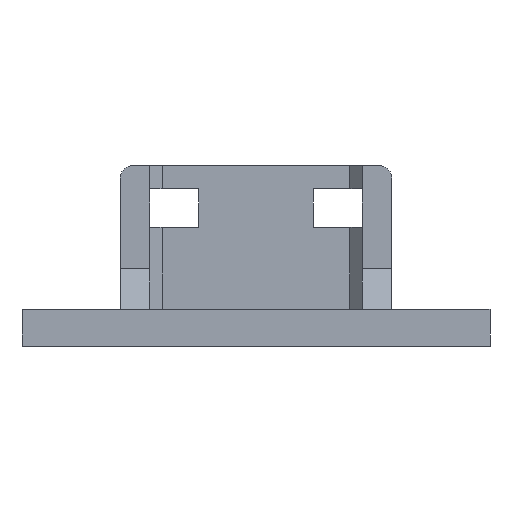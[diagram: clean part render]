
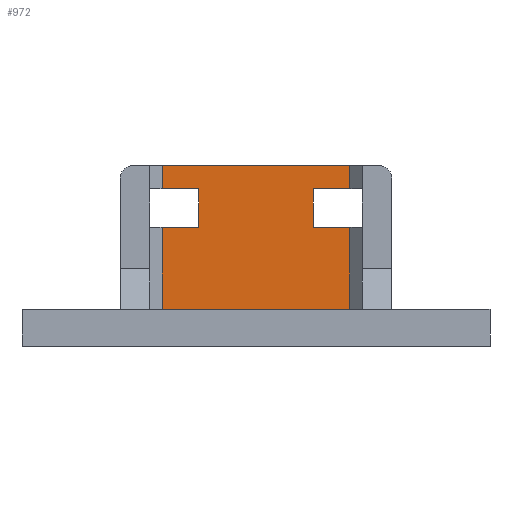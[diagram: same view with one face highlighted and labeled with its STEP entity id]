
A CAD part, front view. The second image highlights one B-rep face of the part: STEP entity #972.
In plain terms, the highlighted planar face has unit normal (0, -1, 0).
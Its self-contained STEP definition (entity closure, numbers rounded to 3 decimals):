
#20 = VERTEX_POINT ( 'NONE', #3586 ) ;
#23 = CARTESIAN_POINT ( 'NONE',  ( -15.3, -18.264, 29.4 ) ) ;
#28 = EDGE_CURVE ( 'NONE', #5141, #2103, #1714, .T. ) ;
#49 = CARTESIAN_POINT ( 'NONE',  ( -15.3, -18.264, 25.65 ) ) ;
#130 = DIRECTION ( 'NONE',  ( 0., 0., -1. ) ) ;
#237 = CARTESIAN_POINT ( 'NONE',  ( -15.3, -18.264, 29.4 ) ) ;
#247 = ORIENTED_EDGE ( 'NONE', *, *, #3687, .F. ) ;
#286 = LINE ( 'NONE', #1680, #676 ) ;
#315 = VECTOR ( 'NONE', #2216, 1000. ) ;
#344 = CARTESIAN_POINT ( 'NONE',  ( 15.3, -18.264, 2. ) ) ;
#352 = DIRECTION ( 'NONE',  ( 0., 0., -1. ) ) ;
#383 = CARTESIAN_POINT ( 'NONE',  ( 9.3, -18.264, 25.65 ) ) ;
#440 = LINE ( 'NONE', #23, #3752 ) ;
#535 = CARTESIAN_POINT ( 'NONE',  ( -15.3, -18.264, 6. ) ) ;
#579 = EDGE_CURVE ( 'NONE', #20, #2496, #4127, .T. ) ;
#616 = PLANE ( 'NONE',  #4499 ) ;
#656 = VERTEX_POINT ( 'NONE', #3718 ) ;
#676 = VECTOR ( 'NONE', #5281, 1000. ) ;
#715 = ORIENTED_EDGE ( 'NONE', *, *, #4500, .F. ) ;
#802 = LINE ( 'NONE', #5676, #4061 ) ;
#972 = ADVANCED_FACE ( 'NONE', ( #1512 ), #616, .F. ) ;
#1104 = VERTEX_POINT ( 'NONE', #3853 ) ;
#1107 = ORIENTED_EDGE ( 'NONE', *, *, #3874, .T. ) ;
#1148 = EDGE_CURVE ( 'NONE', #2704, #1454, #1629, .T. ) ;
#1183 = EDGE_CURVE ( 'NONE', #1104, #5141, #286, .T. ) ;
#1237 = EDGE_CURVE ( 'NONE', #2704, #3185, #440, .T. ) ;
#1354 = EDGE_CURVE ( 'NONE', #656, #1104, #2344, .T. ) ;
#1391 = CARTESIAN_POINT ( 'NONE',  ( -15.3, -18.264, 19.35 ) ) ;
#1402 = VERTEX_POINT ( 'NONE', #3174 ) ;
#1454 = VERTEX_POINT ( 'NONE', #1585 ) ;
#1457 = CARTESIAN_POINT ( 'NONE',  ( -15.3, -18.264, 6. ) ) ;
#1469 = DIRECTION ( 'NONE',  ( -1., 0., 0. ) ) ;
#1483 = CARTESIAN_POINT ( 'NONE',  ( -15.3, -18.264, 2. ) ) ;
#1512 = FACE_OUTER_BOUND ( 'NONE', #5079, .T. ) ;
#1585 = CARTESIAN_POINT ( 'NONE',  ( 15.3, -18.264, 29.4 ) ) ;
#1607 = EDGE_CURVE ( 'NONE', #4302, #20, #1706, .T. ) ;
#1626 = ORIENTED_EDGE ( 'NONE', *, *, #5723, .T. ) ;
#1629 = LINE ( 'NONE', #237, #5710 ) ;
#1680 = CARTESIAN_POINT ( 'NONE',  ( 9.3, -18.264, 6. ) ) ;
#1682 = DIRECTION ( 'NONE',  ( 1., 0., 0. ) ) ;
#1706 = LINE ( 'NONE', #1736, #4323 ) ;
#1714 = LINE ( 'NONE', #4352, #3796 ) ;
#1736 = CARTESIAN_POINT ( 'NONE',  ( -15.3, -18.264, 29.4 ) ) ;
#1875 = CARTESIAN_POINT ( 'NONE',  ( 15.3, -18.264, 29.4 ) ) ;
#1906 = LINE ( 'NONE', #5469, #4440 ) ;
#1907 = VECTOR ( 'NONE', #130, 1000. ) ;
#1944 = ORIENTED_EDGE ( 'NONE', *, *, #1148, .F. ) ;
#2103 = VERTEX_POINT ( 'NONE', #3047 ) ;
#2216 = DIRECTION ( 'NONE',  ( 0., 0., -1. ) ) ;
#2241 = VERTEX_POINT ( 'NONE', #3418 ) ;
#2251 = VECTOR ( 'NONE', #2318, 1000. ) ;
#2318 = DIRECTION ( 'NONE',  ( -1., 0., 0. ) ) ;
#2344 = LINE ( 'NONE', #1391, #2251 ) ;
#2496 = VERTEX_POINT ( 'NONE', #1483 ) ;
#2567 = EDGE_CURVE ( 'NONE', #2496, #2951, #3035, .T. ) ;
#2628 = ORIENTED_EDGE ( 'NONE', *, *, #579, .T. ) ;
#2704 = VERTEX_POINT ( 'NONE', #5282 ) ;
#2747 = ORIENTED_EDGE ( 'NONE', *, *, #5555, .T. ) ;
#2855 = ORIENTED_EDGE ( 'NONE', *, *, #1237, .T. ) ;
#2947 = ORIENTED_EDGE ( 'NONE', *, *, #1607, .T. ) ;
#2951 = VERTEX_POINT ( 'NONE', #344 ) ;
#2971 = LINE ( 'NONE', #4822, #3300 ) ;
#2980 = VERTEX_POINT ( 'NONE', #3026 ) ;
#3026 = CARTESIAN_POINT ( 'NONE',  ( -9.3, -18.264, 25.65 ) ) ;
#3035 = LINE ( 'NONE', #3854, #4589 ) ;
#3047 = CARTESIAN_POINT ( 'NONE',  ( 15.3, -18.264, 25.65 ) ) ;
#3174 = CARTESIAN_POINT ( 'NONE',  ( -9.3, -18.264, 19.35 ) ) ;
#3185 = VERTEX_POINT ( 'NONE', #5407 ) ;
#3188 = VECTOR ( 'NONE', #3248, 1000. ) ;
#3248 = DIRECTION ( 'NONE',  ( 0., 0., -1. ) ) ;
#3300 = VECTOR ( 'NONE', #352, 1000. ) ;
#3352 = DIRECTION ( 'NONE',  ( 1., 0., 0. ) ) ;
#3418 = CARTESIAN_POINT ( 'NONE',  ( 15.3, -18.264, 6. ) ) ;
#3547 = DIRECTION ( 'NONE',  ( 0., 0., -1. ) ) ;
#3586 = CARTESIAN_POINT ( 'NONE',  ( -15.3, -18.264, 6. ) ) ;
#3587 = DIRECTION ( 'NONE',  ( 0., 0., -1. ) ) ;
#3600 = VECTOR ( 'NONE', #4544, 1000. ) ;
#3680 = DIRECTION ( 'NONE',  ( 0., 0., 1. ) ) ;
#3687 = EDGE_CURVE ( 'NONE', #1454, #2103, #2971, .T. ) ;
#3718 = CARTESIAN_POINT ( 'NONE',  ( 15.3, -18.264, 19.35 ) ) ;
#3752 = VECTOR ( 'NONE', #3587, 1000. ) ;
#3796 = VECTOR ( 'NONE', #5749, 1000. ) ;
#3853 = CARTESIAN_POINT ( 'NONE',  ( 9.3, -18.264, 19.35 ) ) ;
#3854 = CARTESIAN_POINT ( 'NONE',  ( -15.3, -18.264, 2. ) ) ;
#3873 = DIRECTION ( 'NONE',  ( 0., 0., -1. ) ) ;
#3874 = EDGE_CURVE ( 'NONE', #2980, #1402, #5393, .T. ) ;
#4053 = LINE ( 'NONE', #49, #3600 ) ;
#4061 = VECTOR ( 'NONE', #3873, 1000. ) ;
#4127 = LINE ( 'NONE', #535, #3188 ) ;
#4209 = ORIENTED_EDGE ( 'NONE', *, *, #5670, .F. ) ;
#4298 = ORIENTED_EDGE ( 'NONE', *, *, #2567, .T. ) ;
#4302 = VERTEX_POINT ( 'NONE', #4433 ) ;
#4323 = VECTOR ( 'NONE', #3547, 1000. ) ;
#4352 = CARTESIAN_POINT ( 'NONE',  ( -15.3, -18.264, 25.65 ) ) ;
#4433 = CARTESIAN_POINT ( 'NONE',  ( -15.3, -18.264, 19.35 ) ) ;
#4440 = VECTOR ( 'NONE', #1469, 1000. ) ;
#4444 = ORIENTED_EDGE ( 'NONE', *, *, #1354, .T. ) ;
#4499 = AXIS2_PLACEMENT_3D ( 'NONE', #1457, #4993, #3680 ) ;
#4500 = EDGE_CURVE ( 'NONE', #2241, #2951, #802, .T. ) ;
#4544 = DIRECTION ( 'NONE',  ( 1., 0., 0. ) ) ;
#4588 = ORIENTED_EDGE ( 'NONE', *, *, #1183, .T. ) ;
#4589 = VECTOR ( 'NONE', #1682, 1000. ) ;
#4654 = LINE ( 'NONE', #1875, #1907 ) ;
#4822 = CARTESIAN_POINT ( 'NONE',  ( 15.3, -18.264, 29.4 ) ) ;
#4993 = DIRECTION ( 'NONE',  ( 0., 1., 0. ) ) ;
#5014 = ORIENTED_EDGE ( 'NONE', *, *, #28, .T. ) ;
#5079 = EDGE_LOOP ( 'NONE', ( #4588, #5014, #247, #1944, #2855, #2747, #1107, #1626, #2947, #2628, #4298, #715, #4209, #4444 ) ) ;
#5141 = VERTEX_POINT ( 'NONE', #383 ) ;
#5281 = DIRECTION ( 'NONE',  ( 0., 0., 1. ) ) ;
#5282 = CARTESIAN_POINT ( 'NONE',  ( -15.3, -18.264, 29.4 ) ) ;
#5393 = LINE ( 'NONE', #5416, #315 ) ;
#5407 = CARTESIAN_POINT ( 'NONE',  ( -15.3, -18.264, 25.65 ) ) ;
#5416 = CARTESIAN_POINT ( 'NONE',  ( -9.3, -18.264, 6. ) ) ;
#5469 = CARTESIAN_POINT ( 'NONE',  ( -15.3, -18.264, 19.35 ) ) ;
#5555 = EDGE_CURVE ( 'NONE', #3185, #2980, #4053, .T. ) ;
#5670 = EDGE_CURVE ( 'NONE', #656, #2241, #4654, .T. ) ;
#5676 = CARTESIAN_POINT ( 'NONE',  ( 15.3, -18.264, 6. ) ) ;
#5710 = VECTOR ( 'NONE', #3352, 1000. ) ;
#5723 = EDGE_CURVE ( 'NONE', #1402, #4302, #1906, .T. ) ;
#5749 = DIRECTION ( 'NONE',  ( 1., 0., 0. ) ) ;
